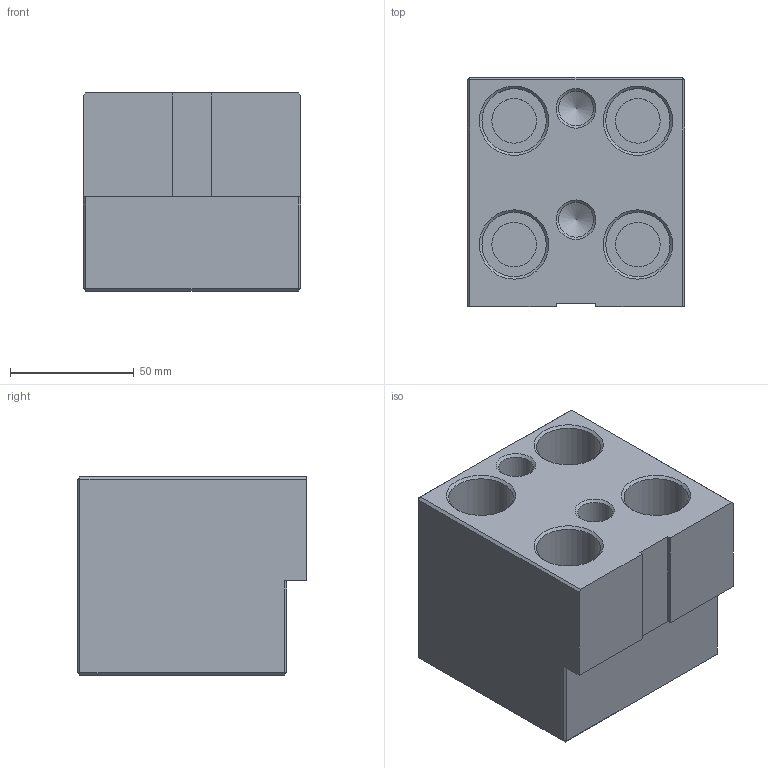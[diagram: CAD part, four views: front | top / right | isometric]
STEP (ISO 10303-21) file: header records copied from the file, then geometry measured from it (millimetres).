
FILE_DESCRIPTION( ( 'Unknown' ), '1' );
FILE_NAME( 'CP16-1680.stp', 'Unknown', ( 'Unknown' ), ( 'Unknown' ), 'XStep 1.0', 'Unknown', ' ' );
FILE_SCHEMA( ( 'CONFIG_CONTROL_DESIGN' ) );
Length unit declared in the file: millimetre
Products named in the file (1): 1
Bounding box: 88 x 92.5 x 80 mm (x, y, z)
Volume: 519305 mm3; surface area: 63884 mm2
Topology: 1 solids, 1 shells, 67 faces, 151 edges, 98 vertices
Faces by surface type: plane 41, cylinder 14, cone 12
Full cylindrical faces by diameter (mm): 14 x2, 16 x4, 18 x4, 26 x4
Entity records: 1565 total; most frequent: DIRECTION 275, CARTESIAN_POINT 245, ORIENTED_EDGE 202, AXIS2_PLACEMENT_3D 106, EDGE_LOOP 105, EDGE_CURVE 101, FACE_OUTER_BOUND 81, VERTEX_POINT 76
